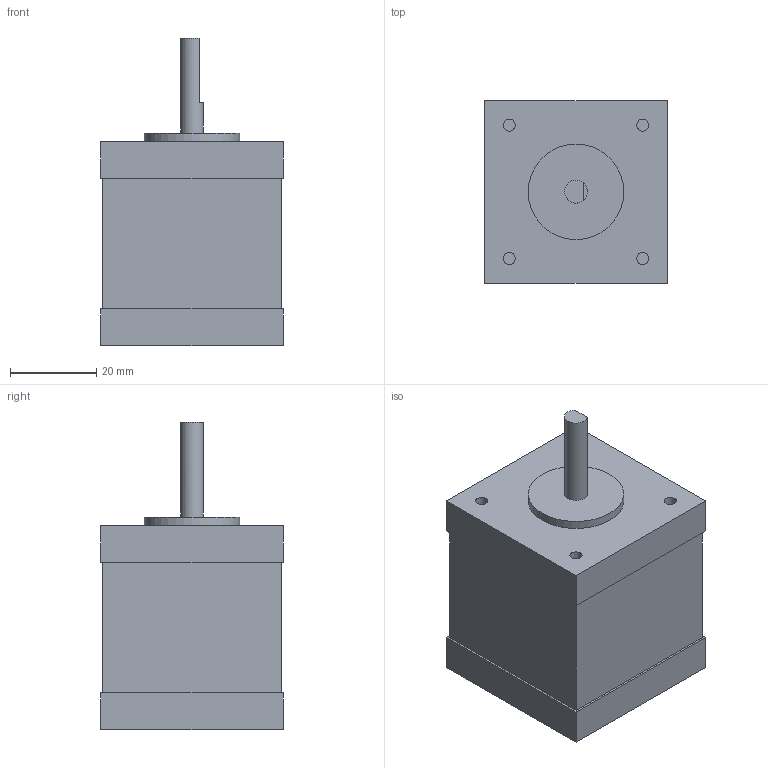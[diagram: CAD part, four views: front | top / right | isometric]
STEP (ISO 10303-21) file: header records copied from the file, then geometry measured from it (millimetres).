
FILE_DESCRIPTION(('FreeCAD Model'),'2;1');
FILE_NAME('Open CASCADE Shape Model','2025-01-26T14:59:27',(''),(''), 'Open CASCADE STEP processor 7.8','FreeCAD','Unknown');
FILE_SCHEMA(('AUTOMOTIVE_DESIGN { 1 0 10303 214 1 1 1 1 }'));
Length unit declared in the file: millimetre
Products named in the file (1): Stepper
Bounding box: 42.4 x 42.4 x 71.4 mm (x, y, z)
Volume: 83680.3 mm3; surface area: 12478.4 mm2
Topology: 1 solids, 1 shells, 30 faces, 60 edges, 40 vertices
Faces by surface type: plane 24, cylinder 6
Full cylindrical faces by diameter (mm): 2.8 x4, 5.3 x1, 22.2 x1
Entity records: 1850 total; most frequent: DIRECTION 255, CARTESIAN_POINT 252, LINE 151, VECTOR 151, ORIENTED_EDGE 120, PCURVE 120, DEFINITIONAL_REPRESENTATION 120, EDGE_CURVE 60
